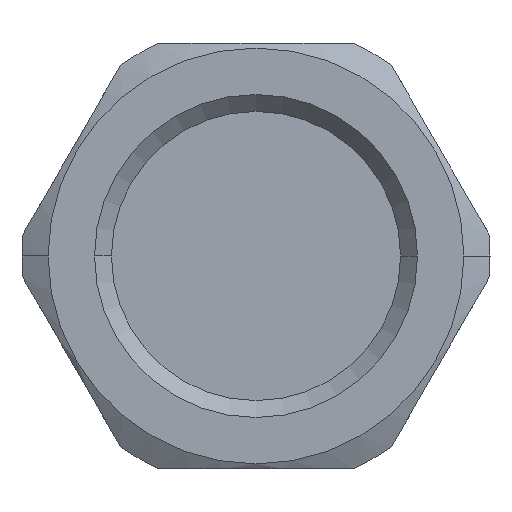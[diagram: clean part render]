
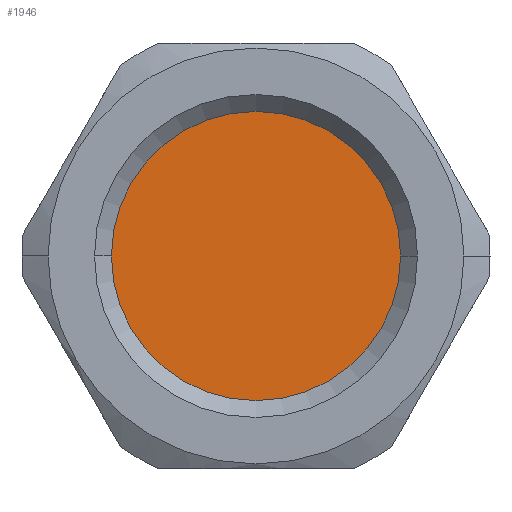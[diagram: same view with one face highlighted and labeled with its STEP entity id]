
A CAD part, left-side view. The second image highlights one B-rep face of the part: STEP entity #1946.
In plain terms, the highlighted planar face has unit normal (-1, 0, 0).
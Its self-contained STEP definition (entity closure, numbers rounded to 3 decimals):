
#59 = PLANE ( 'NONE',  #726 ) ;
#69 = DIRECTION ( 'NONE',  ( 0., 0., -1. ) ) ;
#98 = CARTESIAN_POINT ( 'NONE',  ( -24.543, 7.475, 0. ) ) ;
#272 = CARTESIAN_POINT ( 'NONE',  ( -24.543, -7.475, 0. ) ) ;
#313 = CARTESIAN_POINT ( 'NONE',  ( -24.543, 0., 0. ) ) ;
#315 = DIRECTION ( 'NONE',  ( 1., 0., 0. ) ) ;
#670 = AXIS2_PLACEMENT_3D ( 'NONE', #1297, #1296, #1295 ) ;
#676 = AXIS2_PLACEMENT_3D ( 'NONE', #1265, #1262, #1263 ) ;
#726 = AXIS2_PLACEMENT_3D ( 'NONE', #313, #315, #69 ) ;
#887 = EDGE_CURVE ( 'NONE', #1661, #1658, #1042, .T. ) ;
#899 = EDGE_CURVE ( 'NONE', #1658, #1661, #1083, .T. ) ;
#1042 = CIRCLE ( 'NONE', #670, 7.475 ) ;
#1083 = CIRCLE ( 'NONE', #676, 7.475 ) ;
#1115 = FACE_OUTER_BOUND ( 'NONE', #1717, .T. ) ;
#1262 = DIRECTION ( 'NONE',  ( 1., 0., 0. ) ) ;
#1263 = DIRECTION ( 'NONE',  ( 0., 0., -1. ) ) ;
#1265 = CARTESIAN_POINT ( 'NONE',  ( -24.543, 0., 0. ) ) ;
#1295 = DIRECTION ( 'NONE',  ( 0., 0., -1. ) ) ;
#1296 = DIRECTION ( 'NONE',  ( 1., 0., 0. ) ) ;
#1297 = CARTESIAN_POINT ( 'NONE',  ( -24.543, 0., 0. ) ) ;
#1658 = VERTEX_POINT ( 'NONE', #272 ) ;
#1661 = VERTEX_POINT ( 'NONE', #98 ) ;
#1717 = EDGE_LOOP ( 'NONE', ( #1791, #1790 ) ) ;
#1790 = ORIENTED_EDGE ( 'NONE', *, *, #887, .F. ) ;
#1791 = ORIENTED_EDGE ( 'NONE', *, *, #899, .F. ) ;
#1946 = ADVANCED_FACE ( 'NONE', ( #1115 ), #59, .F. ) ;
